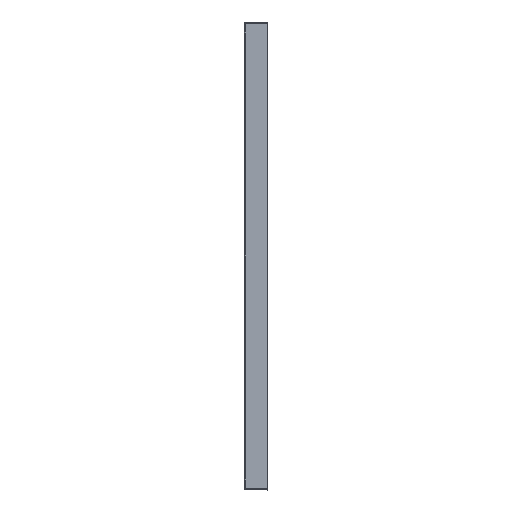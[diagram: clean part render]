
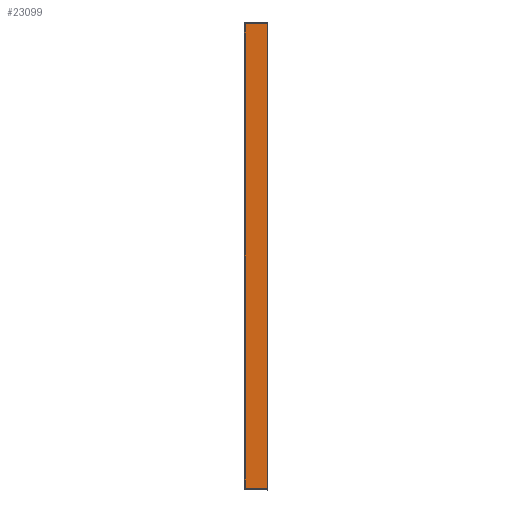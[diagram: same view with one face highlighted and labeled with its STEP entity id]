
A CAD part, left-side view. The second image highlights one B-rep face of the part: STEP entity #23099.
In plain terms, the highlighted planar face has unit normal (-0.999, 0.035, 0).
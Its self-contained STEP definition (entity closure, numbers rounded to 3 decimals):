
#1243=CARTESIAN_POINT('',(-900.,-40.,435.501));
#1245=DIRECTION('',(0.,0.,-1.));
#1246=VECTOR('',#1245,796.002);
#1247=CARTESIAN_POINT('',(-900.,-40.,
435.501));
#1248=LINE('',#1247,#1246);
#1249=DIRECTION('',(0.035,0.999,0.035));
#1250=VECTOR('',#1249,38.115);
#1251=CARTESIAN_POINT('',(-900.,-40.,
-360.501));
#1252=LINE('',#1251,#1250);
#1253=CARTESIAN_POINT('',(-898.671,-1.932,
-359.172));
#1254=CARTESIAN_POINT('',(-898.671,-1.938,
-351.081));
#1255=CARTESIAN_POINT('',(-898.671,-1.954,
-329.907));
#1256=CARTESIAN_POINT('',(-898.672,-1.978,
-294.35));
#1257=CARTESIAN_POINT('',(-898.673,-1.986,
-266.883));
#1258=CARTESIAN_POINT('',(-898.673,-1.986,
-252.5));
#1260=CARTESIAN_POINT('',(-898.673,-1.986,
-252.5));
#1261=CARTESIAN_POINT('',(-898.673,-1.986,
-221.009));
#1262=CARTESIAN_POINT('',(-898.672,-1.97,
-158.123));
#1263=CARTESIAN_POINT('',(-898.671,-1.933,
-61.456));
#1264=CARTESIAN_POINT('',(-898.67,-1.924,
3.719));
#1265=CARTESIAN_POINT('',(-898.671,-1.93,
37.5));
#1267=DIRECTION('',(0.,0.,1.));
#1268=VECTOR('',#1267,290.);
#1269=CARTESIAN_POINT('',(-898.671,-1.93,
37.5));
#1270=LINE('',#1269,#1268);
#1271=CARTESIAN_POINT('',(-898.673,-1.986,
327.5));
#1272=CARTESIAN_POINT('',(-898.673,-1.986,
339.308));
#1273=CARTESIAN_POINT('',(-898.672,-1.98,
362.76));
#1274=CARTESIAN_POINT('',(-898.672,-1.959,
398.318));
#1275=CARTESIAN_POINT('',(-898.671,-1.941,
422.066));
#1276=CARTESIAN_POINT('',(-898.671,-1.932,
434.172));
#1278=DIRECTION('',(-0.035,-0.999,0.035));
#1279=VECTOR('',#1278,38.115);
#1280=CARTESIAN_POINT('',(-898.671,-1.932,
434.172));
#1281=LINE('',#1280,#1279);
#1332=CARTESIAN_POINT('',(-898.673,-1.986,
-252.5));
#20508=VERTEX_POINT('',#1332);
#20509=CARTESIAN_POINT('',(-898.671,-1.93,
37.5));
#20510=VERTEX_POINT('',#20509);
#20544=CARTESIAN_POINT('',(-898.671,-1.932,
434.172));
#20545=VERTEX_POINT('',#20544);
#20546=VERTEX_POINT('',#1243);
#20547=CARTESIAN_POINT('',(-900.,-40.,
-360.501));
#20548=VERTEX_POINT('',#20547);
#20549=CARTESIAN_POINT('',(-898.671,-1.932,
-359.172));
#20550=VERTEX_POINT('',#20549);
#20551=CARTESIAN_POINT('',(-898.673,-1.986,
327.5));
#20552=VERTEX_POINT('',#20551);
#23080=CARTESIAN_POINT('',(-899.335,-20.964,37.5));
#23081=DIRECTION('',(0.999,-0.035,0.));
#23082=DIRECTION('',(0.035,0.999,0.));
#23083=AXIS2_PLACEMENT_3D('',#23080,#23081,#23082);
#23084=PLANE('',#23083);
#23085=ORIENTED_EDGE('',*,*,#21139,.T.);
#23087=ORIENTED_EDGE('',*,*,#23086,.T.);
#23089=ORIENTED_EDGE('',*,*,#23088,.T.);
#23091=ORIENTED_EDGE('',*,*,#23090,.T.);
#23093=ORIENTED_EDGE('',*,*,#23092,.T.);
#23095=ORIENTED_EDGE('',*,*,#23094,.T.);
#23096=ORIENTED_EDGE('',*,*,#23073,.T.);
#23097=EDGE_LOOP('',(#23085,#23087,#23089,#23091,#23093,#23095,#23096));
#23098=FACE_OUTER_BOUND('',#23097,.F.);
#23099=ADVANCED_FACE('',(#23098),#23084,.F.);
#1259=B_SPLINE_CURVE_WITH_KNOTS('',3,(#1253,#1254,#1255,#1256,#1257,#1258),
.UNSPECIFIED.,.F.,.F.,(4,1,1,4),(0.,0.228,0.595,1.),
.UNSPECIFIED.);
#1266=B_SPLINE_CURVE_WITH_KNOTS('',3,(#1260,#1261,#1262,#1263,#1264,#1265),
.UNSPECIFIED.,.F.,.F.,(4,1,1,4),(0.,0.326,0.651,1.),
.UNSPECIFIED.);
#1277=B_SPLINE_CURVE_WITH_KNOTS('',3,(#1271,#1272,#1273,#1274,#1275,#1276),
.UNSPECIFIED.,.F.,.F.,(4,1,1,4),(0.,0.332,0.66,1.),
.UNSPECIFIED.);
#21139=EDGE_CURVE('',#20546,#20548,#1248,.T.);
#23073=EDGE_CURVE('',#20545,#20546,#1281,.T.);
#23086=EDGE_CURVE('',#20548,#20550,#1252,.T.);
#23088=EDGE_CURVE('',#20550,#20508,#1259,.T.);
#23090=EDGE_CURVE('',#20508,#20510,#1266,.T.);
#23092=EDGE_CURVE('',#20510,#20552,#1270,.T.);
#23094=EDGE_CURVE('',#20552,#20545,#1277,.T.);
